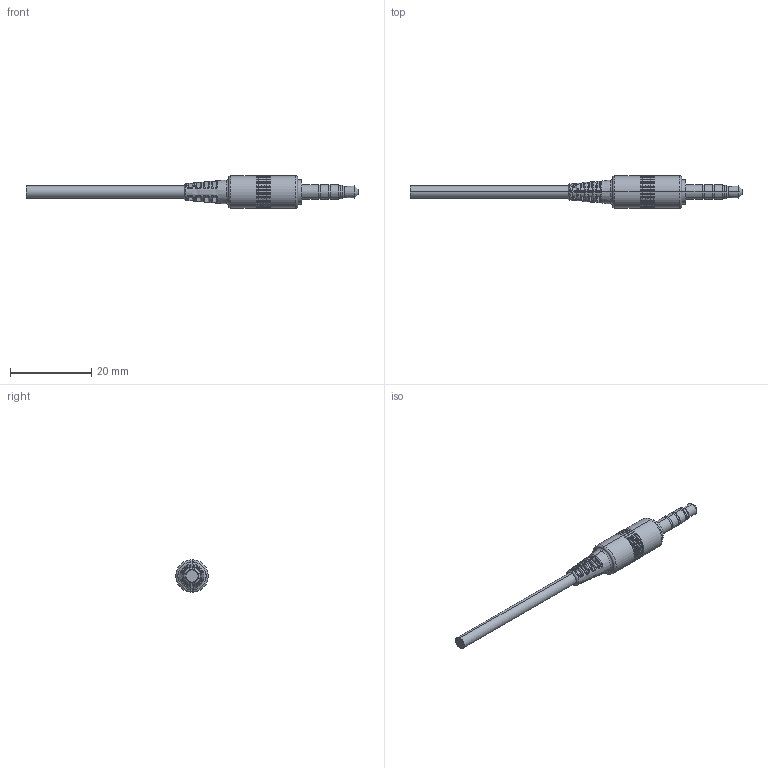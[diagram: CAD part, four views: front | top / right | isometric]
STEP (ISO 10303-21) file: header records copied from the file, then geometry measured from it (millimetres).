
FILE_DESCRIPTION (( 'STEP AP214' ), '1' );
FILE_NAME ('User Library-Micro_Jack_3.5mm.STEP', '2021-07-17T21:04:05', ( '' ), ( '' ), 'SwSTEP 2.0', 'SolidWorks 2021', '' );
FILE_SCHEMA (( 'AUTOMOTIVE_DESIGN' ));
Length unit declared in the file: millimetre
Products named in the file (4): plastic_part_D‚faut; cable_DＧaut; Connector_TRRS; User Library-Micro_Jack_3.5mm
Assembly tree (3 placements, depth 2):
  User Library-Micro_Jack_3.5mm
    Connector_TRRS
    plastic_part_D‚faut
    cable_DＧaut
Bounding box: 81.9 x 8 x 8 mm (x, y, z)
Volume: 1538.9 mm3; surface area: 1453.9 mm2
Topology: 3 solids, 3 shells, 332 faces, 706 edges, 404 vertices
Faces by surface type: torus 112, cylinder 86, plane 78, bspline 48, cone 8
Entity records: 10548 total; most frequent: CARTESIAN_POINT 3460, DIRECTION 1466, ORIENTED_EDGE 1412, EDGE_CURVE 706, AXIS2_PLACEMENT_3D 646, VERTEX_POINT 404, CIRCLE 356, EDGE_LOOP 356
